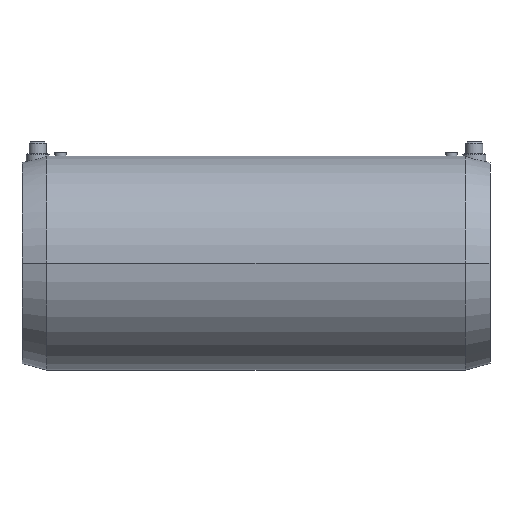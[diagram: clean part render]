
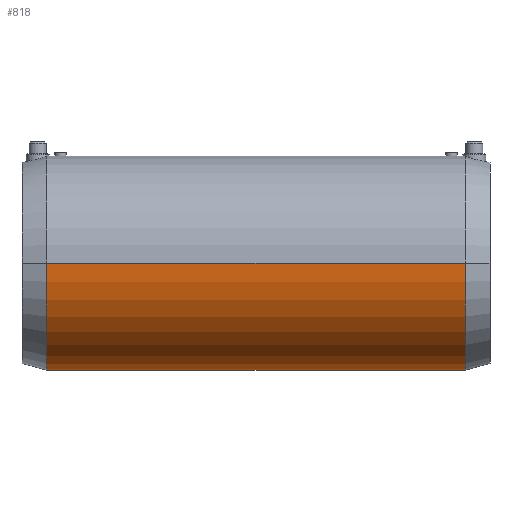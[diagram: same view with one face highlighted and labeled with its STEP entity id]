
A CAD part, front view. The second image highlights one B-rep face of the part: STEP entity #818.
In plain terms, the highlighted cylindrical face has radius 75 mm (diameter 150 mm), a partial arc.
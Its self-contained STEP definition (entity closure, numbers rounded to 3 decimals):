
#316 = EDGE_CURVE( '', #368, #634, #899, .T. );
#320 = EDGE_CURVE( '', #558, #424, #904, .T. );
#368 = VERTEX_POINT( '', #960 );
#424 = VERTEX_POINT( '', #1023 );
#478 = VERTEX_POINT( '', #1084 );
#524 = EDGE_CURVE( '', #640, #424, #1135, .T. );
#558 = VERTEX_POINT( '', #1171 );
#612 = VERTEX_POINT( '', #1230 );
#634 = VERTEX_POINT( '', #1253 );
#640 = VERTEX_POINT( '', #1264 );
#648 = EDGE_CURVE( '', #558, #634, #1273, .T. );
#726 = EDGE_CURVE( '', #612, #478, #1359, .T. );
#756 = EDGE_CURVE( '', #478, #640, #1394, .T. );
#800 = EDGE_CURVE( '', #612, #368, #1446, .T. );
#818 = ADVANCED_FACE( '', ( #1465 ), #1466, .T. );
#899 = B_SPLINE_CURVE_WITH_KNOTS( '', 3, ( #1609, #1610, #1611, #1612, #1613, #1614, #1615, #1616, #1617, #1618, #1619, #1620, #1621, #1622, #1623, #1624, #1625, #1626, #1627, #1628, #1629, #1630, #1631, #1632, #1633, #1634, #1635, #1636, #1637, #1638, #1639, #1640, #1641, #1642 ), .UNSPECIFIED., .F., .F., ( 4, 2, 2, 2, 2, 2, 2, 2, 2, 2, 2, 2, 2, 2, 2, 2, 4 ), ( 0., 6.819, 13.639, 20.458, 27.277, 34.097, 40.916, 47.735, 54.555, 61.028, 67.502, 73.976, 80.449, 86.923, 93.397, 99.87, 106.344 ), .UNSPECIFIED. );
#904 = CIRCLE( '', #1648, 75. );
#960 = CARTESIAN_POINT( '', ( 164., 38.272, -64.5 ) );
#1023 = CARTESIAN_POINT( '', ( 310.613, -75., 0. ) );
#1084 = CARTESIAN_POINT( '', ( 17.387, 75., 0. ) );
#1135 = LINE( '', #2099, #2100 );
#1171 = CARTESIAN_POINT( '', ( 310.613, 75., 0. ) );
#1230 = CARTESIAN_POINT( '', ( 99.5, 75., 0. ) );
#1253 = CARTESIAN_POINT( '', ( 228.5, 75., 0. ) );
#1264 = CARTESIAN_POINT( '', ( 17.387, -75., 0. ) );
#1273 = LINE( '', #2345, #2346 );
#1359 = LINE( '', #2606, #2607 );
#1394 = CIRCLE( '', #2724, 75. );
#1446 = B_SPLINE_CURVE_WITH_KNOTS( '', 3, ( #2787, #2788, #2789, #2790, #2791, #2792, #2793, #2794, #2795, #2796, #2797, #2798, #2799, #2800, #2801, #2802, #2803, #2804, #2805, #2806, #2807, #2808, #2809, #2810, #2811, #2812, #2813, #2814, #2815, #2816, #2817, #2818, #2819, #2820 ), .UNSPECIFIED., .F., .F., ( 4, 2, 2, 2, 2, 2, 2, 2, 2, 2, 2, 2, 2, 2, 2, 2, 4 ), ( 319.032, 325.505, 331.979, 338.453, 344.926, 351.4, 357.874, 364.347, 370.821, 377.64, 384.46, 391.279, 398.098, 404.918, 411.737, 418.556, 425.376 ), .UNSPECIFIED. );
#1465 = FACE_OUTER_BOUND( '', #2864, .T. );
#1466 = CYLINDRICAL_SURFACE( '', #2865, 75. );
#1609 = CARTESIAN_POINT( '', ( 164., 38.272, -64.5 ) );
#1610 = CARTESIAN_POINT( '', ( 166.273, 38.272, -64.5 ) );
#1611 = CARTESIAN_POINT( '', ( 168.508, 38.476, -64.38 ) );
#1612 = CARTESIAN_POINT( '', ( 172.896, 39.233, -63.922 ) );
#1613 = CARTESIAN_POINT( '', ( 175.049, 39.785, -63.583 ) );
#1614 = CARTESIAN_POINT( '', ( 179.268, 41.157, -62.704 ) );
#1615 = CARTESIAN_POINT( '', ( 181.335, 41.976, -62.163 ) );
#1616 = CARTESIAN_POINT( '', ( 185.378, 43.801, -60.891 ) );
#1617 = CARTESIAN_POINT( '', ( 187.355, 44.807, -60.16 ) );
#1618 = CARTESIAN_POINT( '', ( 191.213, 46.933, -58.516 ) );
#1619 = CARTESIAN_POINT( '', ( 193.093, 48.053, -57.604 ) );
#1620 = CARTESIAN_POINT( '', ( 196.742, 50.347, -55.61 ) );
#1621 = CARTESIAN_POINT( '', ( 198.511, 51.519, -54.53 ) );
#1622 = CARTESIAN_POINT( '', ( 201.922, 53.863, -52.215 ) );
#1623 = CARTESIAN_POINT( '', ( 203.563, 55.035, -50.982 ) );
#1624 = CARTESIAN_POINT( '', ( 206.7, 57.331, -48.385 ) );
#1625 = CARTESIAN_POINT( '', ( 208.195, 58.456, -47.022 ) );
#1626 = CARTESIAN_POINT( '', ( 210.95, 60.567, -44.267 ) );
#1627 = CARTESIAN_POINT( '', ( 212.267, 61.594, -42.831 ) );
#1628 = CARTESIAN_POINT( '', ( 214.81, 63.606, -39.781 ) );
#1629 = CARTESIAN_POINT( '', ( 216.036, 64.591, -38.168 ) );
#1630 = CARTESIAN_POINT( '', ( 218.36, 66.478, -34.777 ) );
#1631 = CARTESIAN_POINT( '', ( 219.458, 67.38, -33.001 ) );
#1632 = CARTESIAN_POINT( '', ( 221.496, 69.067, -29.307 ) );
#1633 = CARTESIAN_POINT( '', ( 222.435, 69.851, -27.389 ) );
#1634 = CARTESIAN_POINT( '', ( 224.128, 71.274, -23.44 ) );
#1635 = CARTESIAN_POINT( '', ( 224.883, 71.912, -21.406 ) );
#1636 = CARTESIAN_POINT( '', ( 226.188, 73.02, -17.253 ) );
#1637 = CARTESIAN_POINT( '', ( 226.738, 73.49, -15.133 ) );
#1638 = CARTESIAN_POINT( '', ( 227.619, 74.244, -10.846 ) );
#1639 = CARTESIAN_POINT( '', ( 227.951, 74.528, -8.678 ) );
#1640 = CARTESIAN_POINT( '', ( 228.391, 74.906, -4.334 ) );
#1641 = CARTESIAN_POINT( '', ( 228.5, 75., -2.158 ) );
#1642 = CARTESIAN_POINT( '', ( 228.5, 75., 0. ) );
#1648 = AXIS2_PLACEMENT_3D( '', #3060, #3061, #3062 );
#2099 = CARTESIAN_POINT( '', ( 164., -75., 0. ) );
#2100 = VECTOR( '', #3331, 1. );
#2345 = CARTESIAN_POINT( '', ( 164., 75., 0. ) );
#2346 = VECTOR( '', #3493, 1. );
#2606 = CARTESIAN_POINT( '', ( 164., 75., 0. ) );
#2607 = VECTOR( '', #3578, 1. );
#2724 = AXIS2_PLACEMENT_3D( '', #3617, #3618, #3619 );
#2787 = CARTESIAN_POINT( '', ( 99.5, 75., 0. ) );
#2788 = CARTESIAN_POINT( '', ( 99.5, 75., -2.158 ) );
#2789 = CARTESIAN_POINT( '', ( 99.609, 74.906, -4.334 ) );
#2790 = CARTESIAN_POINT( '', ( 100.049, 74.528, -8.678 ) );
#2791 = CARTESIAN_POINT( '', ( 100.381, 74.244, -10.846 ) );
#2792 = CARTESIAN_POINT( '', ( 101.262, 73.49, -15.133 ) );
#2793 = CARTESIAN_POINT( '', ( 101.812, 73.02, -17.253 ) );
#2794 = CARTESIAN_POINT( '', ( 103.117, 71.912, -21.406 ) );
#2795 = CARTESIAN_POINT( '', ( 103.872, 71.274, -23.44 ) );
#2796 = CARTESIAN_POINT( '', ( 105.565, 69.851, -27.389 ) );
#2797 = CARTESIAN_POINT( '', ( 106.504, 69.067, -29.307 ) );
#2798 = CARTESIAN_POINT( '', ( 108.542, 67.38, -33.001 ) );
#2799 = CARTESIAN_POINT( '', ( 109.64, 66.478, -34.777 ) );
#2800 = CARTESIAN_POINT( '', ( 111.964, 64.591, -38.168 ) );
#2801 = CARTESIAN_POINT( '', ( 113.19, 63.606, -39.781 ) );
#2802 = CARTESIAN_POINT( '', ( 115.733, 61.594, -42.831 ) );
#2803 = CARTESIAN_POINT( '', ( 117.05, 60.567, -44.267 ) );
#2804 = CARTESIAN_POINT( '', ( 119.805, 58.456, -47.022 ) );
#2805 = CARTESIAN_POINT( '', ( 121.3, 57.331, -48.385 ) );
#2806 = CARTESIAN_POINT( '', ( 124.437, 55.035, -50.982 ) );
#2807 = CARTESIAN_POINT( '', ( 126.078, 53.863, -52.215 ) );
#2808 = CARTESIAN_POINT( '', ( 129.489, 51.519, -54.53 ) );
#2809 = CARTESIAN_POINT( '', ( 131.258, 50.347, -55.61 ) );
#2810 = CARTESIAN_POINT( '', ( 134.907, 48.053, -57.604 ) );
#2811 = CARTESIAN_POINT( '', ( 136.787, 46.933, -58.516 ) );
#2812 = CARTESIAN_POINT( '', ( 140.645, 44.807, -60.16 ) );
#2813 = CARTESIAN_POINT( '', ( 142.622, 43.801, -60.891 ) );
#2814 = CARTESIAN_POINT( '', ( 146.665, 41.976, -62.163 ) );
#2815 = CARTESIAN_POINT( '', ( 148.732, 41.157, -62.704 ) );
#2816 = CARTESIAN_POINT( '', ( 152.951, 39.785, -63.583 ) );
#2817 = CARTESIAN_POINT( '', ( 155.104, 39.233, -63.922 ) );
#2818 = CARTESIAN_POINT( '', ( 159.492, 38.476, -64.38 ) );
#2819 = CARTESIAN_POINT( '', ( 161.727, 38.272, -64.5 ) );
#2820 = CARTESIAN_POINT( '', ( 164., 38.272, -64.5 ) );
#2864 = EDGE_LOOP( '', ( #3727, #3728, #3729, #3730, #3731, #3732, #3733 ) );
#2865 = AXIS2_PLACEMENT_3D( '', #3734, #3735, #3736 );
#3060 = CARTESIAN_POINT( '', ( 310.613, 0., 0. ) );
#3061 = DIRECTION( '', ( -1., 0., 0. ) );
#3062 = DIRECTION( '', ( 0., 1., 0. ) );
#3331 = DIRECTION( '', ( 1., 0., 0. ) );
#3493 = DIRECTION( '', ( -1., 0., 0. ) );
#3578 = DIRECTION( '', ( -1., 0., 0. ) );
#3617 = CARTESIAN_POINT( '', ( 17.387, 0., 0. ) );
#3618 = DIRECTION( '', ( -1., 0., 0. ) );
#3619 = DIRECTION( '', ( 0., 1., 0. ) );
#3727 = ORIENTED_EDGE( '', *, *, #648, .F. );
#3728 = ORIENTED_EDGE( '', *, *, #320, .T. );
#3729 = ORIENTED_EDGE( '', *, *, #524, .F. );
#3730 = ORIENTED_EDGE( '', *, *, #756, .F. );
#3731 = ORIENTED_EDGE( '', *, *, #726, .F. );
#3732 = ORIENTED_EDGE( '', *, *, #800, .T. );
#3733 = ORIENTED_EDGE( '', *, *, #316, .T. );
#3734 = CARTESIAN_POINT( '', ( 164., 0., 0. ) );
#3735 = DIRECTION( '', ( 1., 0., 0. ) );
#3736 = DIRECTION( '', ( 0., 1., 0. ) );
